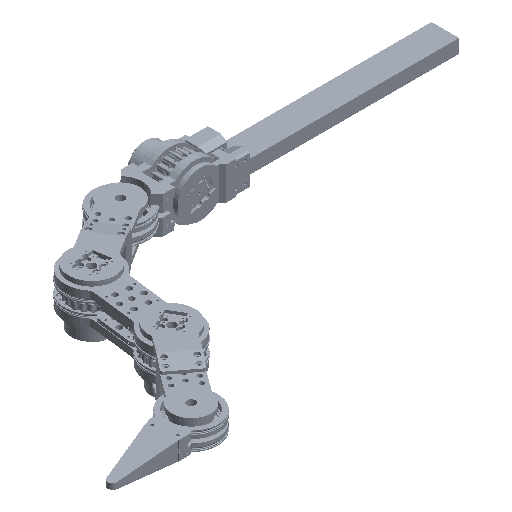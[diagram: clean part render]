
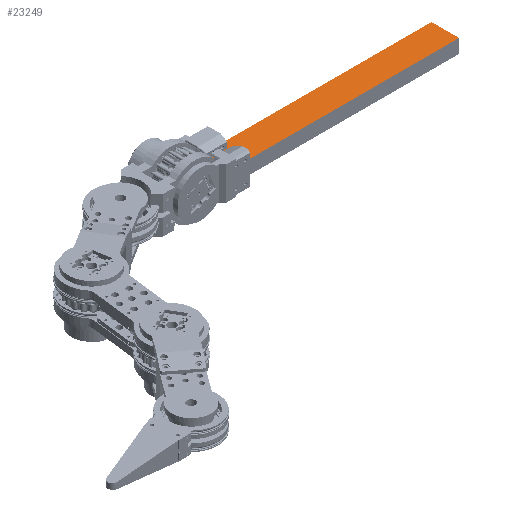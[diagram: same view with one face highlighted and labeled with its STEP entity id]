
A CAD part, isometric view. The second image highlights one B-rep face of the part: STEP entity #23249.
In plain terms, the highlighted face is planar.
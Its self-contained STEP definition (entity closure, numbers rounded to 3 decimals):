
#4626=FACE_OUTER_BOUND('',#6467,.T.);
#6467=EDGE_LOOP('',(#18679,#18680,#18681,#18682));
#7986=LINE('',#37894,#9510);
#7987=LINE('',#37896,#9511);
#7988=LINE('',#37898,#9512);
#7989=LINE('',#37899,#9513);
#9510=VECTOR('',#30725,10.);
#9511=VECTOR('',#30726,10.);
#9512=VECTOR('',#30727,10.);
#9513=VECTOR('',#30728,10.);
#11516=VERTEX_POINT('',#37892);
#11517=VERTEX_POINT('',#37893);
#11518=VERTEX_POINT('',#37895);
#11519=VERTEX_POINT('',#37897);
#14066=EDGE_CURVE('',#11516,#11517,#7986,.T.);
#14067=EDGE_CURVE('',#11516,#11518,#7987,.T.);
#14068=EDGE_CURVE('',#11519,#11518,#7988,.T.);
#14069=EDGE_CURVE('',#11517,#11519,#7989,.T.);
#18679=ORIENTED_EDGE('',*,*,#14066,.F.);
#18680=ORIENTED_EDGE('',*,*,#14067,.T.);
#18681=ORIENTED_EDGE('',*,*,#14068,.F.);
#18682=ORIENTED_EDGE('',*,*,#14069,.F.);
#22231=PLANE('',#25646);
#23249=ADVANCED_FACE('',(#4626),#22231,.T.);
#25646=AXIS2_PLACEMENT_3D('',#37891,#30723,#30724);
#30723=DIRECTION('center_axis',(-1.,0.,0.));
#30724=DIRECTION('ref_axis',(0.,-1.,0.));
#30725=DIRECTION('',(0.,1.,0.));
#30726=DIRECTION('',(0.,0.,1.));
#30727=DIRECTION('',(0.,-1.,0.));
#30728=DIRECTION('',(0.,0.,1.));
#37891=CARTESIAN_POINT('Origin',(-7.5,15.,0.));
#37892=CARTESIAN_POINT('',(-7.5,-15.,0.));
#37893=CARTESIAN_POINT('',(-7.5,15.,0.));
#37894=CARTESIAN_POINT('',(-7.5,-15.,0.));
#37895=CARTESIAN_POINT('',(-7.5,-15.,250.));
#37896=CARTESIAN_POINT('',(-7.5,-15.,0.));
#37897=CARTESIAN_POINT('',(-7.5,15.,250.));
#37898=CARTESIAN_POINT('',(-7.5,-15.,250.));
#37899=CARTESIAN_POINT('',(-7.5,15.,0.));
